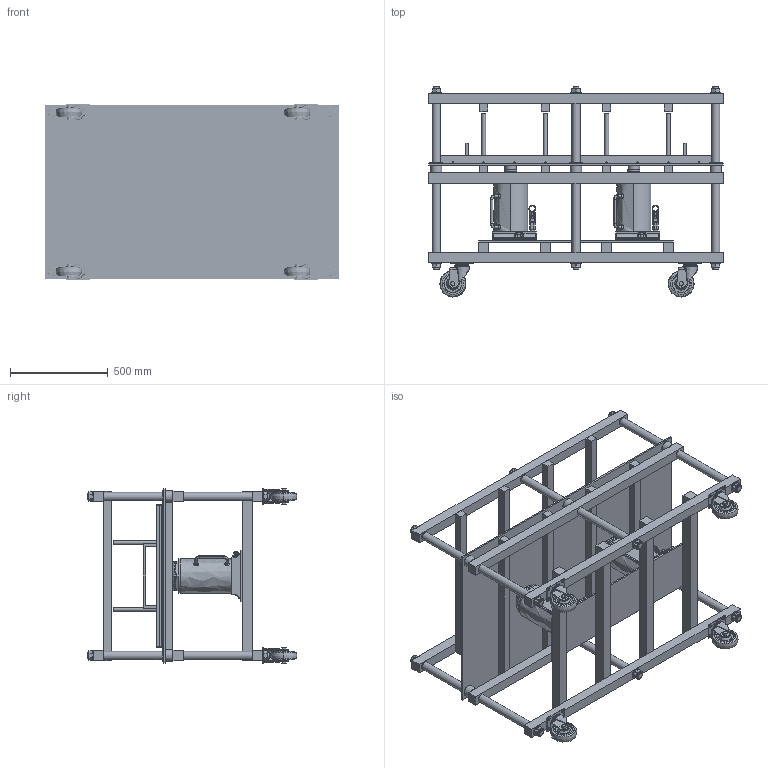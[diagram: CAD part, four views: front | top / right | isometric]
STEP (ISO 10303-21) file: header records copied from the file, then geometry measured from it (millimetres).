
FILE_DESCRIPTION(('FreeCAD Model'),'2;1');
FILE_NAME('Open CASCADE Shape Model','2025-05-01T09:57:41',('FreeCAD'),( 'FreeCAD'),'Open CASCADE STEP processor 7.6','FreeCAD','Unknown');
FILE_SCHEMA(('AUTOMOTIVE_DESIGN { 1 0 10303 214 1 1 1 1 }'));
Products named in the file (1): Open CASCADE STEP translator 7.6 1
Bounding box: 1507.49 x 1072.75 x 895.98 mm (x, y, z)
Volume: 104483609.2 mm3; surface area: 14237769.1 mm2
Topology: 118 solids, 118 shells, 2740 faces, 6268 edges, 3898 vertices
Faces by surface type: bspline 2740
Entity records: 114044 total; most frequent: CARTESIAN_POINT 77313, ORIENTED_EDGE 12448, EDGE_CURVE 6224, VERTEX_POINT 3898, B_SPLINE_CURVE_WITH_KNOTS 3664, FACE_BOUND 3162, EDGE_LOOP 3162, ADVANCED_FACE 2740
